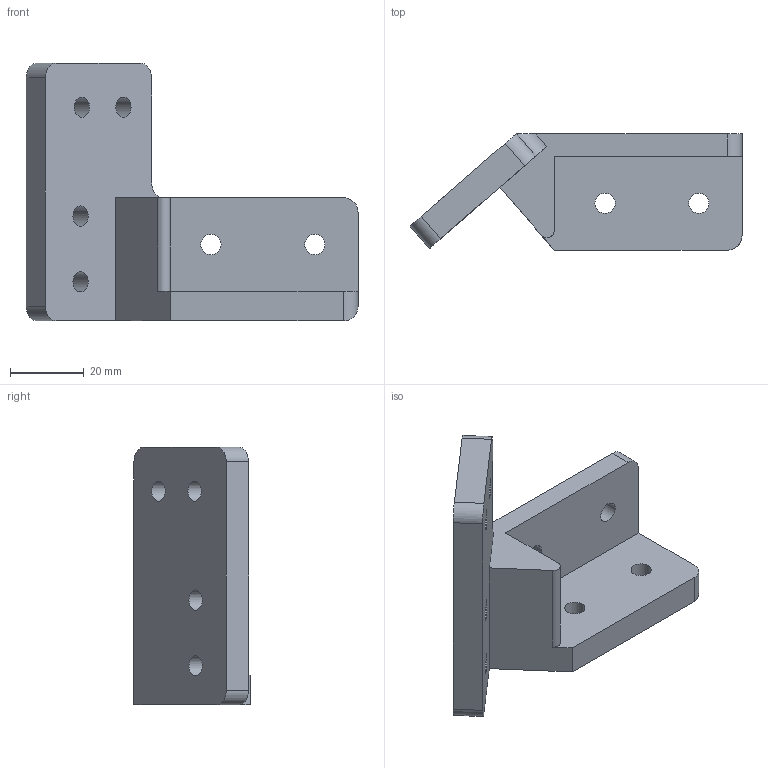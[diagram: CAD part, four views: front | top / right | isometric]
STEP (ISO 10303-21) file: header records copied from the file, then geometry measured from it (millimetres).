
FILE_DESCRIPTION(/* description */ (''),/* implementation_level */ '2;1');
FILE_NAME(/* name */ 'frontUndercarriageBracket.stp',/* time_stamp */ '2024-12-12T22:36:29-05:00',/* author */ ('derm'),/* organization */ (''),/* preprocessor_version */ 'ST-DEVELOPER v20',/* originating_system */ 'Autodesk Inventor 2025',/* authorisation */ '');
FILE_SCHEMA (('AUTOMOTIVE_DESIGN { 1 0 10303 214 3 1 1 }'));
Length unit declared in the file: millimetre
Products named in the file (1): frontUndercarriageBracket
Bounding box: 89.89 x 31.44 x 69.82 mm (x, y, z)
Volume: 48600.1 mm3; surface area: 15944.4 mm2
Topology: 1 solids, 1 shells, 30 faces, 82 edges, 54 vertices
Faces by surface type: cylinder 16, plane 14
Full cylindrical faces by diameter (mm): 5.5 x8
Entity records: 1036 total; most frequent: DIRECTION 175, CARTESIAN_POINT 167, ORIENTED_EDGE 164, EDGE_CURVE 82, AXIS2_PLACEMENT_3D 62, VERTEX_POINT 54, LINE 51, VECTOR 51
